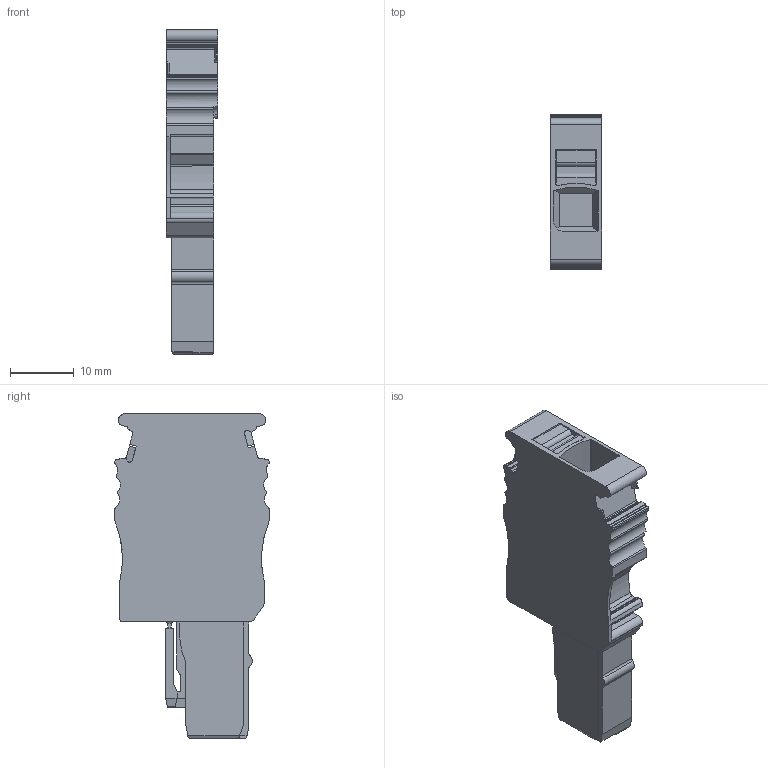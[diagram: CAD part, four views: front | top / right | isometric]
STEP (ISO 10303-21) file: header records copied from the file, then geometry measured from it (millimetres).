
FILE_DESCRIPTION(('CATIA V5 STEP Exchange','CAx-IF Rec.Pracs.--- Model Styling and Organization---1.4--- 2014-01-23'),'2;1');
FILE_NAME ('1235797-1_0', '2020-12-04T10:43:44+00:00', ('none'), ('Weidmueller'), 'CATIA Version 5-6 Release 2016 SP3 HF44', 'CATIA V5 STEP AP214', 'none');
FILE_SCHEMA(('AUTOMOTIVE_DESIGN { 1 0 10303 214 1 1 1 1 }'));
Length unit declared in the file: millimetre
Products named in the file (1): 2762370000
Bounding box: 8.1 x 24.3 x 50.95 mm (x, y, z)
Volume: 5719.3 mm3; surface area: 4503.9 mm2
Topology: 2 solids, 2 shells, 498 faces, 1322 edges, 842 vertices
Faces by surface type: plane 189, cylinder 182, cone 43, extrusion 43, torus 40, bspline 1
Entity records: 15292 total; most frequent: CARTESIAN_POINT 3629, ORIENTED_EDGE 2644, DIRECTION 1937, EDGE_CURVE 1322, VERTEX_POINT 842, VECTOR 812, LINE 769, AXIS2_PLACEMENT_3D 759
